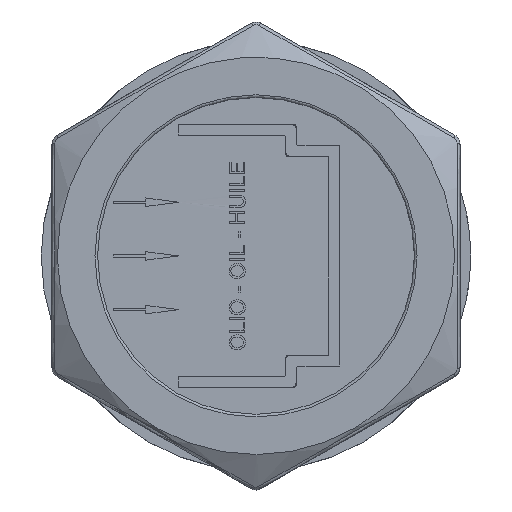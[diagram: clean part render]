
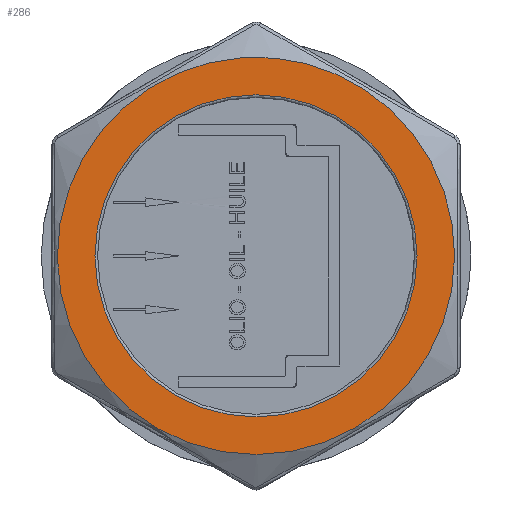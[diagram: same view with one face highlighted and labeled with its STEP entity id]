
A CAD part, top view. The second image highlights one B-rep face of the part: STEP entity #286.
In plain terms, the highlighted planar face has unit normal (0, 0, 1).
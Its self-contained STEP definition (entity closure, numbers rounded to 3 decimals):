
#286 = ADVANCED_FACE( '', ( #761, #762 ), #763, .T. );
#761 = FACE_BOUND( '', #1674, .T. );
#762 = FACE_OUTER_BOUND( '', #1675, .T. );
#763 = PLANE( '', #1676 );
#1674 = EDGE_LOOP( '', ( #3483 ) );
#1675 = EDGE_LOOP( '', ( #3484 ) );
#1676 = AXIS2_PLACEMENT_3D( '', #3485, #3486, #3487 );
#3483 = ORIENTED_EDGE( '', *, *, #5309, .T. );
#3484 = ORIENTED_EDGE( '', *, *, #5310, .T. );
#3485 = CARTESIAN_POINT( '', ( 0., 0., 22. ) );
#3486 = DIRECTION( '', ( 0., 0., 1. ) );
#3487 = DIRECTION( '', ( 1., 0., 0. ) );
#5309 = EDGE_CURVE( '', #6094, #6094, #6095, .F. );
#5310 = EDGE_CURVE( '', #6096, #6096, #6097, .T. );
#6094 = VERTEX_POINT( '', #7363 );
#6095 = CIRCLE( '', #7364, 15. );
#6096 = VERTEX_POINT( '', #7365 );
#6097 = CIRCLE( '', #7366, 18.5 );
#7363 = CARTESIAN_POINT( '', ( 15., 0., 22. ) );
#7364 = AXIS2_PLACEMENT_3D( '', #9429, #9430, #9431 );
#7365 = CARTESIAN_POINT( '', ( 18.5, 0., 22. ) );
#7366 = AXIS2_PLACEMENT_3D( '', #9432, #9433, #9434 );
#9429 = CARTESIAN_POINT( '', ( 0., 0., 22. ) );
#9430 = DIRECTION( '', ( 0., 0., 1. ) );
#9431 = DIRECTION( '', ( 1., 0., 0. ) );
#9432 = CARTESIAN_POINT( '', ( 0., 0., 22. ) );
#9433 = DIRECTION( '', ( 0., 0., 1. ) );
#9434 = DIRECTION( '', ( 1., 0., 0. ) );
